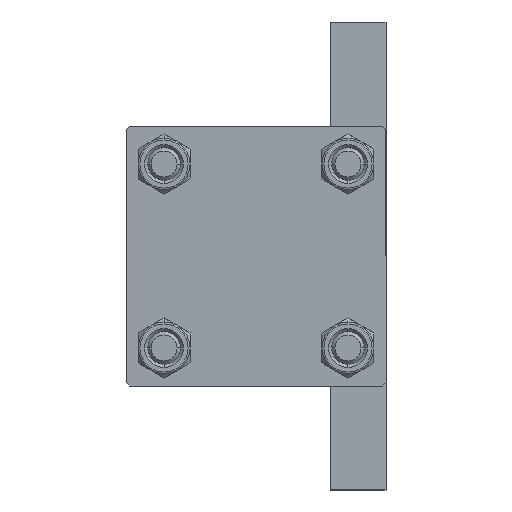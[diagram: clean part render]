
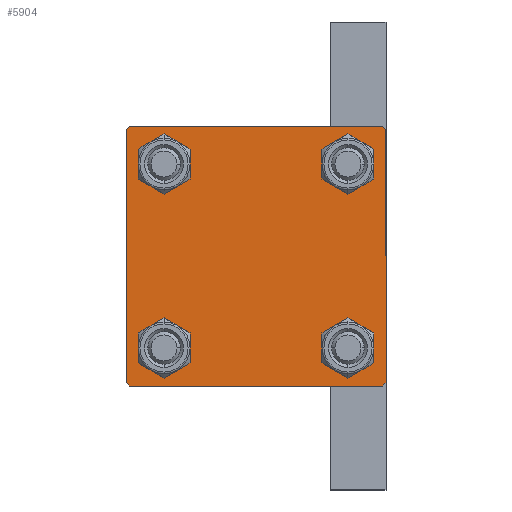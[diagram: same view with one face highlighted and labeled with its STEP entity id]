
A CAD part, left-side view. The second image highlights one B-rep face of the part: STEP entity #5904.
In plain terms, the highlighted planar face has unit normal (-1, 0, 0).
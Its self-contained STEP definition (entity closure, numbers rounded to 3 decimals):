
#562 = CARTESIAN_POINT ( 'NONE',  ( 0., 19.5, -20. ) ) ;
#870 = LINE ( 'NONE', #4953, #18252 ) ;
#1108 = DIRECTION ( 'NONE',  ( 1., 0., 0. ) ) ;
#1115 = EDGE_CURVE ( 'NONE', #7039, #35384, #1196, .T. ) ;
#1196 = LINE ( 'NONE', #16889, #6339 ) ;
#1264 = DIRECTION ( 'NONE',  ( -1., 0., 0. ) ) ;
#1448 = ORIENTED_EDGE ( 'NONE', *, *, #35900, .T. ) ;
#1603 = DIRECTION ( 'NONE',  ( 0., -1., 0. ) ) ;
#1902 = DIRECTION ( 'NONE',  ( 1., 0., 0. ) ) ;
#2025 = AXIS2_PLACEMENT_3D ( 'NONE', #27676, #1108, #38762 ) ;
#2321 = CARTESIAN_POINT ( 'NONE',  ( 0., -14.15, -17.15 ) ) ;
#2508 = EDGE_LOOP ( 'NONE', ( #38993, #6692 ) ) ;
#2600 = VERTEX_POINT ( 'NONE', #33764 ) ;
#3347 = CARTESIAN_POINT ( 'NONE',  ( 0., 20., -19.5 ) ) ;
#3458 = LINE ( 'NONE', #18197, #29708 ) ;
#3744 = VERTEX_POINT ( 'NONE', #35382 ) ;
#3784 = CARTESIAN_POINT ( 'NONE',  ( 0., 14.15, -11.15 ) ) ;
#4169 = EDGE_CURVE ( 'NONE', #16935, #3744, #14039, .T. ) ;
#4953 = CARTESIAN_POINT ( 'NONE',  ( 0., -19.75, 19.75 ) ) ;
#5214 = CARTESIAN_POINT ( 'NONE',  ( 0., 20., 20. ) ) ;
#5420 = EDGE_CURVE ( 'NONE', #30786, #22045, #29536, .T. ) ;
#5730 = CARTESIAN_POINT ( 'NONE',  ( 0., -14.15, 17.15 ) ) ;
#5904 = ADVANCED_FACE ( 'NONE', ( #8973, #24200, #20105, #45912, #30965 ), #9211, .T. ) ;
#6339 = VECTOR ( 'NONE', #31628, 1000. ) ;
#6499 = DIRECTION ( 'NONE',  ( 0., 0., 1. ) ) ;
#6692 = ORIENTED_EDGE ( 'NONE', *, *, #41385, .T. ) ;
#6707 = CARTESIAN_POINT ( 'NONE',  ( 0., 14.15, 14.15 ) ) ;
#6783 = LINE ( 'NONE', #18141, #13467 ) ;
#7039 = VERTEX_POINT ( 'NONE', #3347 ) ;
#7286 = EDGE_LOOP ( 'NONE', ( #29400, #37597 ) ) ;
#7372 = DIRECTION ( 'NONE',  ( 1., 0., 0. ) ) ;
#8490 = VERTEX_POINT ( 'NONE', #31192 ) ;
#8936 = CIRCLE ( 'NONE', #2025, 3. ) ;
#8973 = FACE_BOUND ( 'NONE', #7286, .T. ) ;
#9019 = VERTEX_POINT ( 'NONE', #38012 ) ;
#9211 = PLANE ( 'NONE',  #9447 ) ;
#9447 = AXIS2_PLACEMENT_3D ( 'NONE', #30724, #1264, #34585 ) ;
#10334 = DIRECTION ( 'NONE',  ( 1., 0., 0. ) ) ;
#10726 = AXIS2_PLACEMENT_3D ( 'NONE', #21726, #39120, #6499 ) ;
#11846 = EDGE_CURVE ( 'NONE', #37943, #8490, #3458, .T. ) ;
#12730 = VECTOR ( 'NONE', #1603, 1000. ) ;
#13467 = VECTOR ( 'NONE', #31935, 1000. ) ;
#13573 = CARTESIAN_POINT ( 'NONE',  ( 0., 14.15, 17.15 ) ) ;
#14039 = CIRCLE ( 'NONE', #31814, 3. ) ;
#14138 = ORIENTED_EDGE ( 'NONE', *, *, #11846, .T. ) ;
#14711 = CARTESIAN_POINT ( 'NONE',  ( 0., 19.5, 20. ) ) ;
#14891 = VECTOR ( 'NONE', #34225, 1000. ) ;
#15596 = DIRECTION ( 'NONE',  ( 0., 0.707, 0.707 ) ) ;
#15605 = ORIENTED_EDGE ( 'NONE', *, *, #34492, .T. ) ;
#16072 = EDGE_CURVE ( 'NONE', #2600, #24547, #870, .T. ) ;
#16641 = CIRCLE ( 'NONE', #30492, 3. ) ;
#16802 = EDGE_LOOP ( 'NONE', ( #47211, #25734 ) ) ;
#16822 = CARTESIAN_POINT ( 'NONE',  ( 0., -20., 20. ) ) ;
#16886 = ORIENTED_EDGE ( 'NONE', *, *, #45156, .F. ) ;
#16889 = CARTESIAN_POINT ( 'NONE',  ( 0., 19.75, -19.75 ) ) ;
#16935 = VERTEX_POINT ( 'NONE', #5730 ) ;
#17509 = CARTESIAN_POINT ( 'NONE',  ( 0., -19.5, 20. ) ) ;
#18141 = CARTESIAN_POINT ( 'NONE',  ( 0., 20., 20. ) ) ;
#18197 = CARTESIAN_POINT ( 'NONE',  ( 0., -19.75, -19.75 ) ) ;
#18252 = VECTOR ( 'NONE', #15596, 1000. ) ;
#18640 = CIRCLE ( 'NONE', #24820, 3. ) ;
#19053 = DIRECTION ( 'NONE',  ( 0., -1., 0. ) ) ;
#19414 = DIRECTION ( 'NONE',  ( 0., 0., 1. ) ) ;
#20105 = FACE_BOUND ( 'NONE', #29560, .T. ) ;
#20454 = DIRECTION ( 'NONE',  ( 0., 0., -1. ) ) ;
#20701 = ORIENTED_EDGE ( 'NONE', *, *, #1115, .T. ) ;
#21075 = CIRCLE ( 'NONE', #25682, 3. ) ;
#21584 = CARTESIAN_POINT ( 'NONE',  ( 0., -19.5, -20. ) ) ;
#21726 = CARTESIAN_POINT ( 'NONE',  ( 0., -14.15, 14.15 ) ) ;
#21891 = DIRECTION ( 'NONE',  ( 0., 0., 1. ) ) ;
#22045 = VERTEX_POINT ( 'NONE', #44921 ) ;
#22524 = VERTEX_POINT ( 'NONE', #3784 ) ;
#22889 = CARTESIAN_POINT ( 'NONE',  ( 0., 19.75, 19.75 ) ) ;
#23745 = DIRECTION ( 'NONE',  ( 1., 0., 0. ) ) ;
#24200 = FACE_BOUND ( 'NONE', #16802, .T. ) ;
#24231 = DIRECTION ( 'NONE',  ( 1., 0., 0. ) ) ;
#24305 = LINE ( 'NONE', #5214, #12730 ) ;
#24547 = VERTEX_POINT ( 'NONE', #17509 ) ;
#24820 = AXIS2_PLACEMENT_3D ( 'NONE', #25549, #43892, #37601 ) ;
#24945 = EDGE_CURVE ( 'NONE', #35384, #37943, #45343, .T. ) ;
#25500 = ORIENTED_EDGE ( 'NONE', *, *, #34720, .T. ) ;
#25549 = CARTESIAN_POINT ( 'NONE',  ( 0., -14.15, -14.15 ) ) ;
#25682 = AXIS2_PLACEMENT_3D ( 'NONE', #34982, #1902, #30645 ) ;
#25720 = AXIS2_PLACEMENT_3D ( 'NONE', #40711, #7372, #21891 ) ;
#25734 = ORIENTED_EDGE ( 'NONE', *, *, #42988, .T. ) ;
#25933 = EDGE_CURVE ( 'NONE', #3744, #16935, #39272, .T. ) ;
#27676 = CARTESIAN_POINT ( 'NONE',  ( 0., -14.15, -14.15 ) ) ;
#28913 = EDGE_LOOP ( 'NONE', ( #32404, #20701, #46853, #14138, #29895, #43642, #16886, #25500 ) ) ;
#29400 = ORIENTED_EDGE ( 'NONE', *, *, #4169, .T. ) ;
#29536 = CIRCLE ( 'NONE', #30276, 3. ) ;
#29560 = EDGE_LOOP ( 'NONE', ( #15605, #1448 ) ) ;
#29708 = VECTOR ( 'NONE', #32934, 1000. ) ;
#29895 = ORIENTED_EDGE ( 'NONE', *, *, #42158, .F. ) ;
#30276 = AXIS2_PLACEMENT_3D ( 'NONE', #6707, #10334, #35238 ) ;
#30492 = AXIS2_PLACEMENT_3D ( 'NONE', #42563, #24231, #19414 ) ;
#30645 = DIRECTION ( 'NONE',  ( 0., 0., 1. ) ) ;
#30724 = CARTESIAN_POINT ( 'NONE',  ( 0., 0., 0. ) ) ;
#30786 = VERTEX_POINT ( 'NONE', #13573 ) ;
#30965 = FACE_OUTER_BOUND ( 'NONE', #28913, .T. ) ;
#31192 = CARTESIAN_POINT ( 'NONE',  ( 0., -20., -19.5 ) ) ;
#31628 = DIRECTION ( 'NONE',  ( 0., -0.707, -0.707 ) ) ;
#31814 = AXIS2_PLACEMENT_3D ( 'NONE', #42076, #23745, #34842 ) ;
#31909 = VERTEX_POINT ( 'NONE', #14711 ) ;
#31935 = DIRECTION ( 'NONE',  ( 0., 0., -1. ) ) ;
#32400 = VERTEX_POINT ( 'NONE', #2321 ) ;
#32404 = ORIENTED_EDGE ( 'NONE', *, *, #38948, .T. ) ;
#32934 = DIRECTION ( 'NONE',  ( 0., -0.707, 0.707 ) ) ;
#33083 = EDGE_CURVE ( 'NONE', #44198, #32400, #18640, .T. ) ;
#33764 = CARTESIAN_POINT ( 'NONE',  ( 0., -20., 19.5 ) ) ;
#34225 = DIRECTION ( 'NONE',  ( 0., 0.707, -0.707 ) ) ;
#34492 = EDGE_CURVE ( 'NONE', #22524, #9019, #21075, .T. ) ;
#34585 = DIRECTION ( 'NONE',  ( 0., 0., 1. ) ) ;
#34720 = EDGE_CURVE ( 'NONE', #31909, #39899, #41698, .T. ) ;
#34842 = DIRECTION ( 'NONE',  ( 0., 0., 1. ) ) ;
#34925 = LINE ( 'NONE', #16822, #47476 ) ;
#34982 = CARTESIAN_POINT ( 'NONE',  ( 0., 14.15, -14.15 ) ) ;
#35238 = DIRECTION ( 'NONE',  ( 0., 0., 1. ) ) ;
#35382 = CARTESIAN_POINT ( 'NONE',  ( 0., -14.15, 11.15 ) ) ;
#35384 = VERTEX_POINT ( 'NONE', #562 ) ;
#35900 = EDGE_CURVE ( 'NONE', #9019, #22524, #43418, .T. ) ;
#37597 = ORIENTED_EDGE ( 'NONE', *, *, #25933, .T. ) ;
#37601 = DIRECTION ( 'NONE',  ( 0., 0., 1. ) ) ;
#37678 = VECTOR ( 'NONE', #19053, 1000. ) ;
#37943 = VERTEX_POINT ( 'NONE', #21584 ) ;
#38012 = CARTESIAN_POINT ( 'NONE',  ( 0., 14.15, -17.15 ) ) ;
#38107 = CARTESIAN_POINT ( 'NONE',  ( 0., 20., -20. ) ) ;
#38762 = DIRECTION ( 'NONE',  ( 0., 0., 1. ) ) ;
#38948 = EDGE_CURVE ( 'NONE', #39899, #7039, #6783, .T. ) ;
#38993 = ORIENTED_EDGE ( 'NONE', *, *, #5420, .T. ) ;
#39120 = DIRECTION ( 'NONE',  ( 1., 0., 0. ) ) ;
#39272 = CIRCLE ( 'NONE', #10726, 3. ) ;
#39401 = CARTESIAN_POINT ( 'NONE',  ( 0., 20., 19.5 ) ) ;
#39899 = VERTEX_POINT ( 'NONE', #39401 ) ;
#40711 = CARTESIAN_POINT ( 'NONE',  ( 0., 14.15, -14.15 ) ) ;
#41385 = EDGE_CURVE ( 'NONE', #22045, #30786, #16641, .T. ) ;
#41698 = LINE ( 'NONE', #22889, #14891 ) ;
#42076 = CARTESIAN_POINT ( 'NONE',  ( 0., -14.15, 14.15 ) ) ;
#42158 = EDGE_CURVE ( 'NONE', #2600, #8490, #34925, .T. ) ;
#42563 = CARTESIAN_POINT ( 'NONE',  ( 0., 14.15, 14.15 ) ) ;
#42806 = CARTESIAN_POINT ( 'NONE',  ( 0., -14.15, -11.15 ) ) ;
#42988 = EDGE_CURVE ( 'NONE', #32400, #44198, #8936, .T. ) ;
#43418 = CIRCLE ( 'NONE', #25720, 3. ) ;
#43642 = ORIENTED_EDGE ( 'NONE', *, *, #16072, .T. ) ;
#43892 = DIRECTION ( 'NONE',  ( 1., 0., 0. ) ) ;
#44198 = VERTEX_POINT ( 'NONE', #42806 ) ;
#44921 = CARTESIAN_POINT ( 'NONE',  ( 0., 14.15, 11.15 ) ) ;
#45156 = EDGE_CURVE ( 'NONE', #31909, #24547, #24305, .T. ) ;
#45343 = LINE ( 'NONE', #38107, #37678 ) ;
#45912 = FACE_BOUND ( 'NONE', #2508, .T. ) ;
#46853 = ORIENTED_EDGE ( 'NONE', *, *, #24945, .T. ) ;
#47211 = ORIENTED_EDGE ( 'NONE', *, *, #33083, .T. ) ;
#47476 = VECTOR ( 'NONE', #20454, 1000. ) ;
